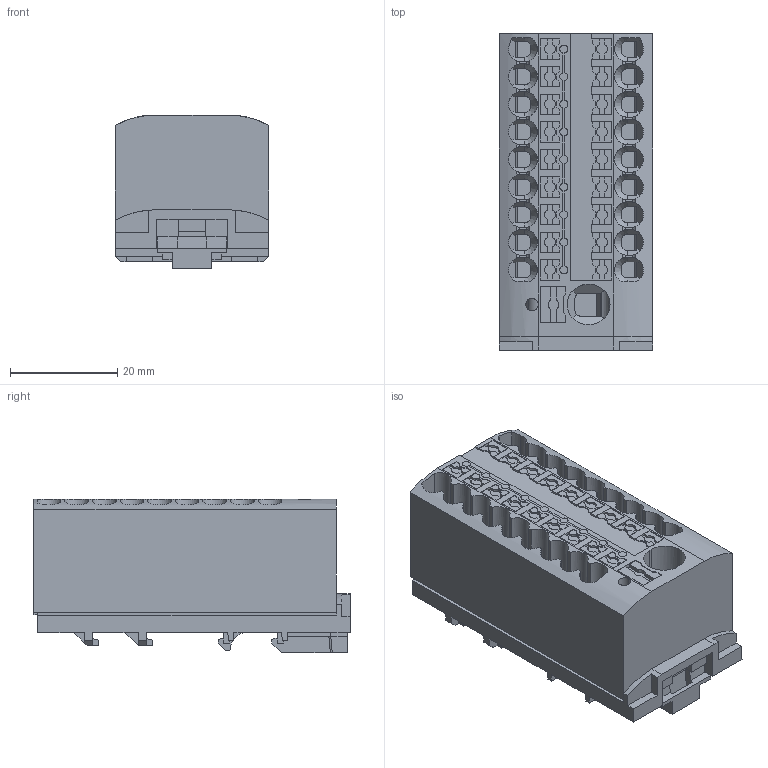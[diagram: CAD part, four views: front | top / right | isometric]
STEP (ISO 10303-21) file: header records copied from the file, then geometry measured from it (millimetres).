
FILE_DESCRIPTION(('Creo Elements/Direct Modeling STEP Export'),'2;1');
FILE_NAME('model.stp','2021-04-16T16:16:50',(''),(''),'Creo Elements/Direct Modeling STEP processor for AP214 (Solid Model)','Creo Elements/Direct Modeling 20.1D 10-Oct-2020 (C) Parametric Technology GmbH','');
FILE_SCHEMA(('AUTOMOTIVE_DESIGN { 1 0 10303 214 1 1 1 1 }'));
Products named in the file (2): PTFIX_6_18X2.5_NS35_GY-select
Assembly tree (1 placements, depth 2):
  PTFIX_6_18X2.5_NS35_GY-select
    PTFIX_6_18X2.5_NS35_GY-select
Bounding box: 28.6 x 59 x 28.7 mm (x, y, z)
Volume: 35624.1 mm3; surface area: 12595.7 mm2
Topology: 1 solids, 1 shells, 954 faces, 2894 edges, 1957 vertices
Faces by surface type: plane 761, cylinder 159, cone 18, extrusion 16
Entity records: 54816 total; most frequent: CARTESIAN_POINT 21220, ORIENTED_EDGE 5788, DIRECTION 4674, EDGE_CURVE 2894, VECTOR 2270, LINE 2250, VERTEX_POINT 1957, AXIS2_PLACEMENT_3D 1202
